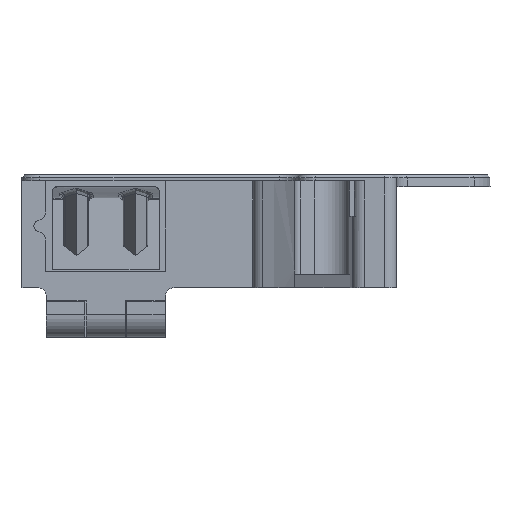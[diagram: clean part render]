
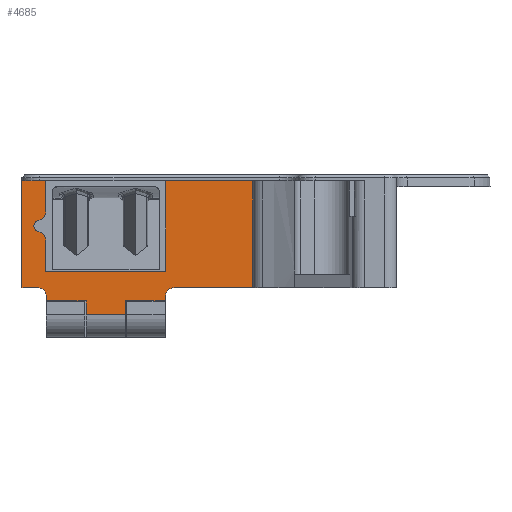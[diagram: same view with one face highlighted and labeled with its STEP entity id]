
A CAD part, front view. The second image highlights one B-rep face of the part: STEP entity #4685.
In plain terms, the highlighted planar face has unit normal (0, -1, 0).
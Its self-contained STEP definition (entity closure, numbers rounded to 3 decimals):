
#349=CIRCLE('',#4971,1.5);
#350=CIRCLE('',#4972,1.4);
#351=CIRCLE('',#4973,1.);
#352=CIRCLE('',#4974,1.);
#353=CIRCLE('',#4975,1.4);
#354=CIRCLE('',#4976,1.5);
#511=FACE_OUTER_BOUND('',#775,.T.);
#775=EDGE_LOOP('',(#3118,#3119,#3120,#3121,#3122,#3123,#3124,#3125,#3126,
#3127,#3128,#3129,#3130,#3131,#3132,#3133,#3134,#3135,#3136,#3137,#3138,
#3139,#3140));
#1061=LINE('',#6640,#1474);
#1073=LINE('',#6675,#1486);
#1074=LINE('',#6679,#1487);
#1075=LINE('',#6681,#1488);
#1076=LINE('',#6683,#1489);
#1077=LINE('',#6685,#1490);
#1078=LINE('',#6688,#1491);
#1079=LINE('',#6690,#1492);
#1080=LINE('',#6692,#1493);
#1081=LINE('',#6694,#1494);
#1082=LINE('',#6704,#1495);
#1083=LINE('',#6706,#1496);
#1084=LINE('',#6708,#1497);
#1085=LINE('',#6710,#1498);
#1086=LINE('',#6714,#1499);
#1087=LINE('',#6716,#1500);
#1088=LINE('',#6717,#1501);
#1474=VECTOR('',#5389,13.194);
#1486=VECTOR('',#5417,18.);
#1487=VECTOR('',#5420,6.6);
#1488=VECTOR('',#5421,2.35);
#1489=VECTOR('',#5422,6.7);
#1490=VECTOR('',#5423,0.7);
#1491=VECTOR('',#5426,14.594);
#1492=VECTOR('',#5427,15.2);
#1493=VECTOR('',#5428,20.2);
#1494=VECTOR('',#5429,5.234);
#1495=VECTOR('',#5438,5.234);
#1496=VECTOR('',#5439,4.);
#1497=VECTOR('',#5440,18.);
#1498=VECTOR('',#5441,2.6);
#1499=VECTOR('',#5444,0.7);
#1500=VECTOR('',#5445,6.7);
#1501=VECTOR('',#5446,2.35);
#1888=VERTEX_POINT('',#6637);
#1889=VERTEX_POINT('',#6639);
#1904=VERTEX_POINT('',#6673);
#1905=VERTEX_POINT('',#6677);
#1906=VERTEX_POINT('',#6678);
#1907=VERTEX_POINT('',#6680);
#1908=VERTEX_POINT('',#6682);
#1909=VERTEX_POINT('',#6684);
#1910=VERTEX_POINT('',#6687);
#1911=VERTEX_POINT('',#6689);
#1912=VERTEX_POINT('',#6691);
#1913=VERTEX_POINT('',#6693);
#1914=VERTEX_POINT('',#6695);
#1915=VERTEX_POINT('',#6697);
#1916=VERTEX_POINT('',#6699);
#1917=VERTEX_POINT('',#6701);
#1918=VERTEX_POINT('',#6703);
#1919=VERTEX_POINT('',#6705);
#1920=VERTEX_POINT('',#6707);
#1921=VERTEX_POINT('',#6709);
#1922=VERTEX_POINT('',#6711);
#1923=VERTEX_POINT('',#6713);
#1924=VERTEX_POINT('',#6715);
#2357=EDGE_CURVE('',#1888,#1889,#1061,.T.);
#2375=EDGE_CURVE('',#1904,#1888,#1073,.T.);
#2376=EDGE_CURVE('',#1905,#1906,#1074,.T.);
#2377=EDGE_CURVE('',#1907,#1905,#1075,.T.);
#2378=EDGE_CURVE('',#1908,#1907,#1076,.T.);
#2379=EDGE_CURVE('',#1908,#1909,#1077,.T.);
#2380=EDGE_CURVE('',#1909,#1889,#349,.T.);
#2381=EDGE_CURVE('',#1910,#1904,#1078,.T.);
#2382=EDGE_CURVE('',#1911,#1910,#1079,.T.);
#2383=EDGE_CURVE('',#1912,#1911,#1080,.T.);
#2384=EDGE_CURVE('',#1913,#1912,#1081,.T.);
#2385=EDGE_CURVE('',#1913,#1914,#350,.T.);
#2386=EDGE_CURVE('',#1914,#1915,#351,.T.);
#2387=EDGE_CURVE('',#1915,#1916,#352,.T.);
#2388=EDGE_CURVE('',#1916,#1917,#353,.T.);
#2389=EDGE_CURVE('',#1918,#1917,#1082,.T.);
#2390=EDGE_CURVE('',#1918,#1919,#1083,.T.);
#2391=EDGE_CURVE('',#1920,#1919,#1084,.T.);
#2392=EDGE_CURVE('',#1921,#1920,#1085,.T.);
#2393=EDGE_CURVE('',#1921,#1922,#354,.T.);
#2394=EDGE_CURVE('',#1922,#1923,#1086,.T.);
#2395=EDGE_CURVE('',#1924,#1923,#1087,.T.);
#2396=EDGE_CURVE('',#1906,#1924,#1088,.T.);
#3118=ORIENTED_EDGE('',*,*,#2376,.F.);
#3119=ORIENTED_EDGE('',*,*,#2377,.F.);
#3120=ORIENTED_EDGE('',*,*,#2378,.F.);
#3121=ORIENTED_EDGE('',*,*,#2379,.T.);
#3122=ORIENTED_EDGE('',*,*,#2380,.T.);
#3123=ORIENTED_EDGE('',*,*,#2357,.F.);
#3124=ORIENTED_EDGE('',*,*,#2375,.F.);
#3125=ORIENTED_EDGE('',*,*,#2381,.F.);
#3126=ORIENTED_EDGE('',*,*,#2382,.F.);
#3127=ORIENTED_EDGE('',*,*,#2383,.F.);
#3128=ORIENTED_EDGE('',*,*,#2384,.F.);
#3129=ORIENTED_EDGE('',*,*,#2385,.T.);
#3130=ORIENTED_EDGE('',*,*,#2386,.T.);
#3131=ORIENTED_EDGE('',*,*,#2387,.T.);
#3132=ORIENTED_EDGE('',*,*,#2388,.T.);
#3133=ORIENTED_EDGE('',*,*,#2389,.F.);
#3134=ORIENTED_EDGE('',*,*,#2390,.T.);
#3135=ORIENTED_EDGE('',*,*,#2391,.F.);
#3136=ORIENTED_EDGE('',*,*,#2392,.F.);
#3137=ORIENTED_EDGE('',*,*,#2393,.T.);
#3138=ORIENTED_EDGE('',*,*,#2394,.T.);
#3139=ORIENTED_EDGE('',*,*,#2395,.F.);
#3140=ORIENTED_EDGE('',*,*,#2396,.F.);
#4564=PLANE('',#4970);
#4685=ADVANCED_FACE('',(#511),#4564,.T.);
#4970=AXIS2_PLACEMENT_3D('',#6676,#5418,#5419);
#4971=AXIS2_PLACEMENT_3D('',#6686,#5424,#5425);
#4972=AXIS2_PLACEMENT_3D('',#6696,#5430,#5431);
#4973=AXIS2_PLACEMENT_3D('',#6698,#5432,#5433);
#4974=AXIS2_PLACEMENT_3D('',#6700,#5434,#5435);
#4975=AXIS2_PLACEMENT_3D('',#6702,#5436,#5437);
#4976=AXIS2_PLACEMENT_3D('',#6712,#5442,#5443);
#5389=DIRECTION('',(-1.,0.,0.));
#5417=DIRECTION('',(0.,0.,-1.));
#5418=DIRECTION('center_axis',(0.,-1.,0.));
#5419=DIRECTION('ref_axis',(0.,0.,-1.));
#5420=DIRECTION('',(-1.,0.,0.));
#5421=DIRECTION('',(0.,0.,-1.));
#5422=DIRECTION('',(-1.,0.,0.));
#5423=DIRECTION('',(0.,0.,1.));
#5424=DIRECTION('center_axis',(0.,1.,0.));
#5425=DIRECTION('ref_axis',(-1.,0.,0.));
#5426=DIRECTION('',(1.,0.,0.));
#5427=DIRECTION('',(0.,0.,1.));
#5428=DIRECTION('',(1.,0.,0.));
#5429=DIRECTION('',(0.,0.,-1.));
#5430=DIRECTION('center_axis',(0.,-1.,0.));
#5431=DIRECTION('ref_axis',(1.,0.,0.));
#5432=DIRECTION('center_axis',(0.,1.,0.));
#5433=DIRECTION('ref_axis',(-0.167,0.,-0.986));
#5434=DIRECTION('center_axis',(0.,1.,0.));
#5435=DIRECTION('ref_axis',(-1.,0.,0.));
#5436=DIRECTION('center_axis',(0.,-1.,0.));
#5437=DIRECTION('ref_axis',(0.167,0.,-0.986));
#5438=DIRECTION('',(0.,0.,-1.));
#5439=DIRECTION('',(-1.,0.,0.));
#5440=DIRECTION('',(0.,0.,1.));
#5441=DIRECTION('',(-1.,0.,0.));
#5442=DIRECTION('center_axis',(0.,1.,0.));
#5443=DIRECTION('ref_axis',(0.,0.,1.));
#5444=DIRECTION('',(0.,0.,-1.));
#5445=DIRECTION('',(-1.,0.,0.));
#5446=DIRECTION('',(0.,0.,1.));
#6637=CARTESIAN_POINT('',(24.294,-19.6,-0.5));
#6639=CARTESIAN_POINT('',(11.1,-19.6,-0.5));
#6640=CARTESIAN_POINT('',(24.294,-19.6,-0.5));
#6673=CARTESIAN_POINT('',(24.294,-19.6,17.5));
#6675=CARTESIAN_POINT('',(24.294,-19.6,17.5));
#6676=CARTESIAN_POINT('Origin',(-14.5,-19.6,17.5));
#6677=CARTESIAN_POINT('',(2.9,-19.6,-5.05));
#6678=CARTESIAN_POINT('',(-3.7,-19.6,-5.05));
#6679=CARTESIAN_POINT('',(2.9,-19.6,-5.05));
#6680=CARTESIAN_POINT('',(2.9,-19.6,-2.7));
#6681=CARTESIAN_POINT('',(2.9,-19.6,-2.7));
#6682=CARTESIAN_POINT('',(9.6,-19.6,-2.7));
#6683=CARTESIAN_POINT('',(9.6,-19.6,-2.7));
#6684=CARTESIAN_POINT('',(9.6,-19.6,-2.));
#6685=CARTESIAN_POINT('',(9.6,-19.6,-2.7));
#6686=CARTESIAN_POINT('Origin',(11.1,-19.6,-2.));
#6687=CARTESIAN_POINT('',(9.7,-19.6,17.5));
#6688=CARTESIAN_POINT('',(9.7,-19.6,17.5));
#6689=CARTESIAN_POINT('',(9.7,-19.6,2.3));
#6690=CARTESIAN_POINT('',(9.7,-19.6,2.3));
#6691=CARTESIAN_POINT('',(-10.5,-19.6,2.3));
#6692=CARTESIAN_POINT('',(-10.5,-19.6,2.3));
#6693=CARTESIAN_POINT('',(-10.5,-19.6,7.534));
#6694=CARTESIAN_POINT('',(-10.5,-19.6,7.534));
#6695=CARTESIAN_POINT('',(-11.667,-19.6,8.914));
#6696=CARTESIAN_POINT('Origin',(-11.9,-19.6,7.534));
#6697=CARTESIAN_POINT('',(-12.5,-19.6,9.9));
#6698=CARTESIAN_POINT('Origin',(-11.5,-19.6,9.9));
#6699=CARTESIAN_POINT('',(-11.667,-19.6,10.886));
#6700=CARTESIAN_POINT('Origin',(-11.5,-19.6,9.9));
#6701=CARTESIAN_POINT('',(-10.5,-19.6,12.266));
#6702=CARTESIAN_POINT('Origin',(-11.9,-19.6,12.266));
#6703=CARTESIAN_POINT('',(-10.5,-19.6,17.5));
#6704=CARTESIAN_POINT('',(-10.5,-19.6,17.5));
#6705=CARTESIAN_POINT('',(-14.5,-19.6,17.5));
#6706=CARTESIAN_POINT('',(-10.5,-19.6,17.5));
#6707=CARTESIAN_POINT('',(-14.5,-19.6,-0.5));
#6708=CARTESIAN_POINT('',(-14.5,-19.6,-0.5));
#6709=CARTESIAN_POINT('',(-11.9,-19.6,-0.5));
#6710=CARTESIAN_POINT('',(-11.9,-19.6,-0.5));
#6711=CARTESIAN_POINT('',(-10.4,-19.6,-2.));
#6712=CARTESIAN_POINT('Origin',(-11.9,-19.6,-2.));
#6713=CARTESIAN_POINT('',(-10.4,-19.6,-2.7));
#6714=CARTESIAN_POINT('',(-10.4,-19.6,-2.));
#6715=CARTESIAN_POINT('',(-3.7,-19.6,-2.7));
#6716=CARTESIAN_POINT('',(-3.7,-19.6,-2.7));
#6717=CARTESIAN_POINT('',(-3.7,-19.6,-5.05));
